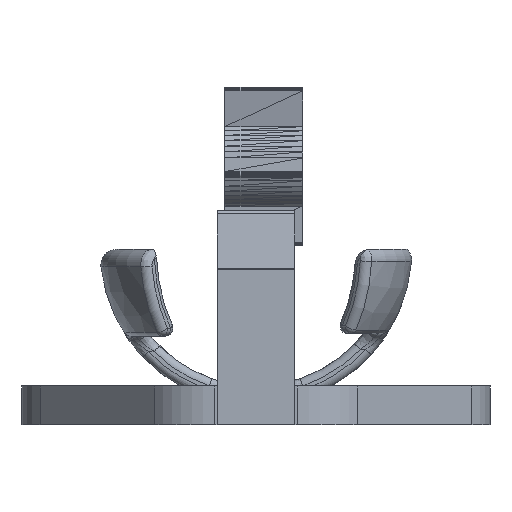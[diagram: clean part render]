
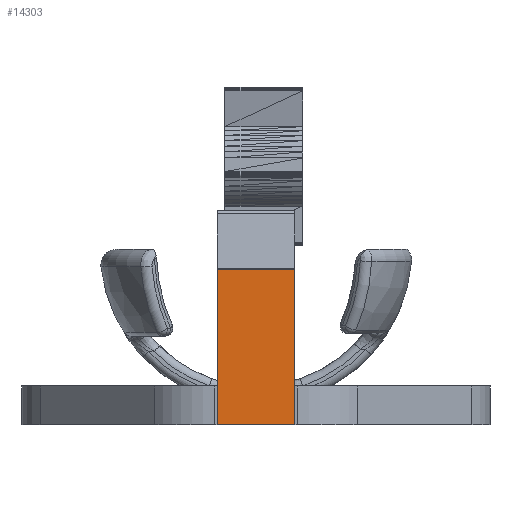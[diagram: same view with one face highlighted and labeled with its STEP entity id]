
A CAD part, front view. The second image highlights one B-rep face of the part: STEP entity #14303.
In plain terms, the highlighted planar face has unit normal (0, -1, 0).
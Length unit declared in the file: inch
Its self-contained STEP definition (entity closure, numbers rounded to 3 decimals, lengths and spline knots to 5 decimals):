
#244=LINE('',#22327,#1943);
#488=LINE('',#23059,#2187);
#489=LINE('',#23061,#2188);
#490=LINE('',#23062,#2189);
#1943=VECTOR('',#17084,0.3937);
#2187=VECTOR('',#17814,0.3937);
#2188=VECTOR('',#17815,0.3937);
#2189=VECTOR('',#17816,0.3937);
#3662=PLANE('',#15696);
#4789=FACE_OUTER_BOUND('',#5941,.T.);
#5941=EDGE_LOOP('',(#11089,#11090,#11091,#11092));
#7319=VERTEX_POINT('',#22324);
#7320=VERTEX_POINT('',#22326);
#7565=VERTEX_POINT('',#23058);
#7566=VERTEX_POINT('',#23060);
#8273=EDGE_CURVE('',#7319,#7320,#244,.T.);
#8639=EDGE_CURVE('',#7319,#7565,#488,.T.);
#8640=EDGE_CURVE('',#7566,#7565,#489,.T.);
#8641=EDGE_CURVE('',#7320,#7566,#490,.T.);
#11089=ORIENTED_EDGE('',*,*,#8639,.T.);
#11090=ORIENTED_EDGE('',*,*,#8640,.F.);
#11091=ORIENTED_EDGE('',*,*,#8641,.F.);
#11092=ORIENTED_EDGE('',*,*,#8273,.F.);
#14303=ADVANCED_FACE('',(#4789),#3662,.T.);
#15696=AXIS2_PLACEMENT_3D('',#23057,#17812,#17813);
#17084=DIRECTION('',(0.,0.,1.));
#17812=DIRECTION('center_axis',(0.,-1.,0.));
#17813=DIRECTION('ref_axis',(0.,0.,-1.));
#17814=DIRECTION('',(1.,0.,0.));
#17815=DIRECTION('',(0.,0.,-1.));
#17816=DIRECTION('',(1.,0.,0.));
#22324=CARTESIAN_POINT('',(-0.25,-6.1,0.));
#22326=CARTESIAN_POINT('',(-0.25,-6.1,0.99751));
#22327=CARTESIAN_POINT('',(-0.25,-6.1,0.));
#23057=CARTESIAN_POINT('Origin',(0.,-6.1,0.99751));
#23058=CARTESIAN_POINT('',(0.25,-6.1,0.));
#23059=CARTESIAN_POINT('',(0.,-6.1,0.));
#23060=CARTESIAN_POINT('',(0.25,-6.1,0.99751));
#23061=CARTESIAN_POINT('',(0.25,-6.1,0.));
#23062=CARTESIAN_POINT('',(0.,-6.1,0.99751));
